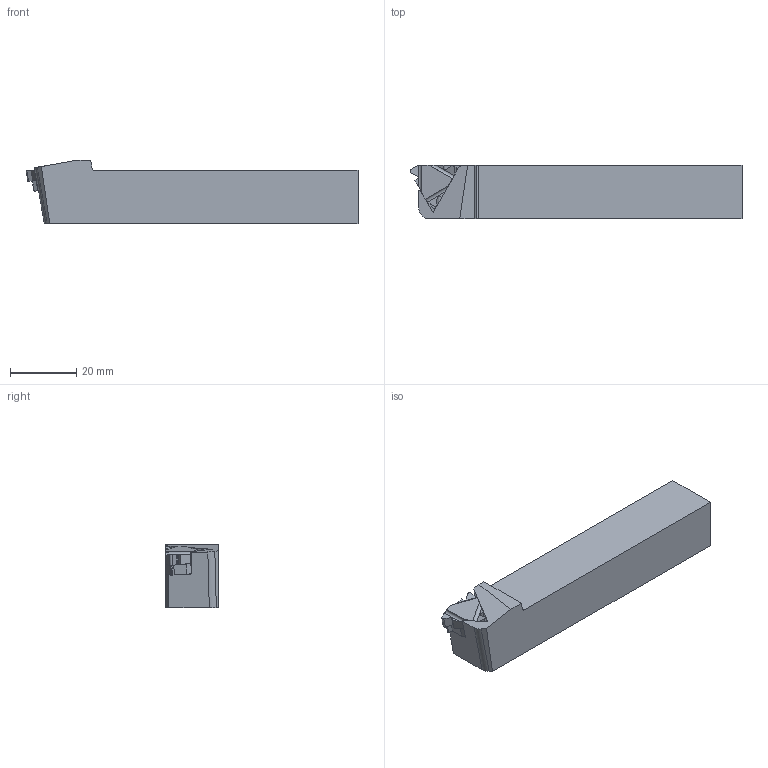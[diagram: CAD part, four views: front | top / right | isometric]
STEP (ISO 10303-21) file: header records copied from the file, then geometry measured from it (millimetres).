
FILE_DESCRIPTION(/* description */ (''),/* implementation_level */ '2;1');
FILE_NAME(/* name */ 'TEL 1616 H16.stp',/* time_stamp */ '2023-10-23T22:03:03+03:00',/* author */ (''),/* organization */ (''),/* preprocessor_version */ 'ST-DEVELOPER v19.4',/* originating_system */ 'SIEMENS PLM Software NX2306.3001',/* authorisation */ '');
FILE_SCHEMA (('AUTOMOTIVE_DESIGN { 1 0 10303 214 3 1 1 1 }'));
Length unit declared in the file: millimetre
Products named in the file (1): TER 1616 H16_objects
Bounding box: 100 x 16.04 x 19 mm (x, y, z)
Volume: 25036.5 mm3; surface area: 7161.2 mm2
Topology: 2 solids, 2 shells, 70 faces, 195 edges, 129 vertices
Faces by surface type: plane 48, cylinder 22
Entity records: 2276 total; most frequent: CARTESIAN_POINT 395, ORIENTED_EDGE 390, DIRECTION 381, EDGE_CURVE 195, LINE 151, VECTOR 151, VERTEX_POINT 129, AXIS2_PLACEMENT_3D 115
